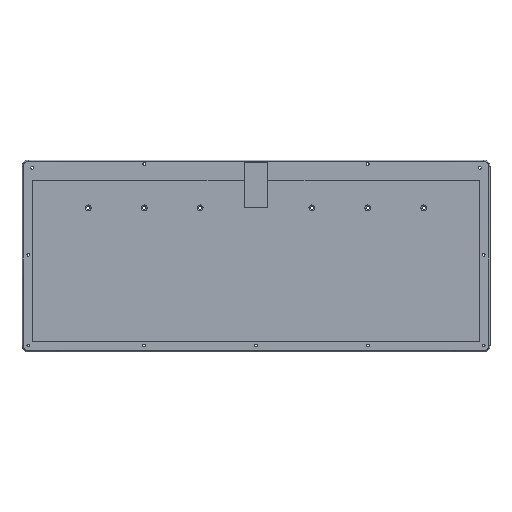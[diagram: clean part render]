
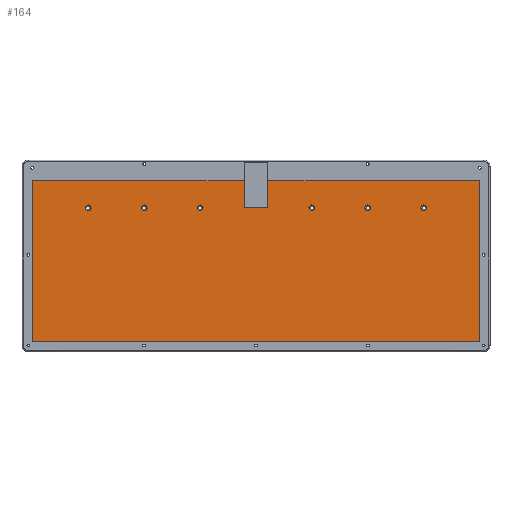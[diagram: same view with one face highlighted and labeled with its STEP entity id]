
A CAD part, top view. The second image highlights one B-rep face of the part: STEP entity #164.
In plain terms, the highlighted planar face has unit normal (0, 0, 1).
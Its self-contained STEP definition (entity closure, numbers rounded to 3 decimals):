
#27=CARTESIAN_POINT('',(0.,0.,3.));
#28=DIRECTION('',(0.,0.,1.));
#29=DIRECTION('',(1.,0.,0.));
#30=AXIS2_PLACEMENT_3D('',#27,#28,#29);
#31=PLANE('',#30);
#32=CARTESIAN_POINT('',(307.28,-20.375,3.));
#33=VERTEX_POINT('',#32);
#34=CARTESIAN_POINT('',(304.955,-20.375,3.));
#35=DIRECTION('',(-0.,-0.,-1.));
#36=DIRECTION('',(1.,0.,-0.));
#37=AXIS2_PLACEMENT_3D('',#34,#35,#36);
#38=CIRCLE('',#37,2.325);
#39=EDGE_CURVE('',#33,#33,#38,.T.);
#40=ORIENTED_EDGE('',*,*,#39,.T.);
#41=EDGE_LOOP('',(#40));
#42=FACE_BOUND('',#41,.T.);
#43=CARTESIAN_POINT('',(132.448,-20.375,3.));
#44=VERTEX_POINT('',#43);
#45=CARTESIAN_POINT('',(130.123,-20.375,3.));
#46=DIRECTION('',(-0.,-0.,-1.));
#47=DIRECTION('',(1.,0.,-0.));
#48=AXIS2_PLACEMENT_3D('',#45,#46,#47);
#49=CIRCLE('',#48,2.325);
#50=EDGE_CURVE('',#44,#44,#49,.T.);
#51=ORIENTED_EDGE('',*,*,#50,.T.);
#52=EDGE_LOOP('',(#51));
#53=FACE_BOUND('',#52,.T.);
#54=CARTESIAN_POINT('',(88.741,-20.375,3.));
#55=VERTEX_POINT('',#54);
#56=CARTESIAN_POINT('',(86.416,-20.375,3.));
#57=DIRECTION('',(-0.,-0.,-1.));
#58=DIRECTION('',(1.,0.,-0.));
#59=AXIS2_PLACEMENT_3D('',#56,#57,#58);
#60=CIRCLE('',#59,2.325);
#61=EDGE_CURVE('',#55,#55,#60,.T.);
#62=ORIENTED_EDGE('',*,*,#61,.T.);
#63=EDGE_LOOP('',(#62));
#64=FACE_BOUND('',#63,.T.);
#65=CARTESIAN_POINT('',(263.572,-20.375,3.));
#66=VERTEX_POINT('',#65);
#67=CARTESIAN_POINT('',(261.247,-20.375,3.));
#68=DIRECTION('',(-0.,-0.,-1.));
#69=DIRECTION('',(1.,0.,-0.));
#70=AXIS2_PLACEMENT_3D('',#67,#68,#69);
#71=CIRCLE('',#70,2.325);
#72=EDGE_CURVE('',#66,#66,#71,.T.);
#73=ORIENTED_EDGE('',*,*,#72,.T.);
#74=EDGE_LOOP('',(#73));
#75=FACE_BOUND('',#74,.T.);
#76=CARTESIAN_POINT('',(45.033,-20.375,3.));
#77=VERTEX_POINT('',#76);
#78=CARTESIAN_POINT('',(42.708,-20.375,3.));
#79=DIRECTION('',(-0.,-0.,-1.));
#80=DIRECTION('',(1.,0.,-0.));
#81=AXIS2_PLACEMENT_3D('',#78,#79,#80);
#82=CIRCLE('',#81,2.325);
#83=EDGE_CURVE('',#77,#77,#82,.T.);
#84=ORIENTED_EDGE('',*,*,#83,.T.);
#85=EDGE_LOOP('',(#84));
#86=FACE_BOUND('',#85,.T.);
#87=CARTESIAN_POINT('',(219.864,-20.375,3.));
#88=VERTEX_POINT('',#87);
#89=CARTESIAN_POINT('',(217.539,-20.375,3.));
#90=DIRECTION('',(-0.,-0.,-1.));
#91=DIRECTION('',(1.,0.,-0.));
#92=AXIS2_PLACEMENT_3D('',#89,#90,#91);
#93=CIRCLE('',#92,2.325);
#94=EDGE_CURVE('',#88,#88,#93,.T.);
#95=ORIENTED_EDGE('',*,*,#94,.T.);
#96=EDGE_LOOP('',(#95));
#97=FACE_BOUND('',#96,.T.);
#98=CARTESIAN_POINT('',(183.081,1.,3.));
#99=VERTEX_POINT('',#98);
#100=CARTESIAN_POINT('',(348.663,1.,3.));
#101=VERTEX_POINT('',#100);
#102=CARTESIAN_POINT('',(183.081,1.,3.));
#103=DIRECTION('',(1.,0.,-0.));
#104=VECTOR('',#103,165.581);
#105=LINE('',#102,#104);
#106=EDGE_CURVE('',#99,#101,#105,.T.);
#107=ORIENTED_EDGE('',*,*,#106,.F.);
#108=CARTESIAN_POINT('',(183.081,-20.,3.));
#109=VERTEX_POINT('',#108);
#110=CARTESIAN_POINT('',(183.081,1.,3.));
#111=DIRECTION('',(0.,-1.,0.));
#112=VECTOR('',#111,21.);
#113=LINE('',#110,#112);
#114=EDGE_CURVE('',#99,#109,#113,.T.);
#115=ORIENTED_EDGE('',*,*,#114,.T.);
#116=CARTESIAN_POINT('',(164.581,-20.,3.));
#117=VERTEX_POINT('',#116);
#118=CARTESIAN_POINT('',(164.581,-20.,3.));
#119=DIRECTION('',(1.,0.,-0.));
#120=VECTOR('',#119,18.5);
#121=LINE('',#118,#120);
#122=EDGE_CURVE('',#117,#109,#121,.T.);
#123=ORIENTED_EDGE('',*,*,#122,.F.);
#124=CARTESIAN_POINT('',(164.581,1.,3.));
#125=VERTEX_POINT('',#124);
#126=CARTESIAN_POINT('',(164.581,1.,3.));
#127=DIRECTION('',(0.,-1.,0.));
#128=VECTOR('',#127,21.);
#129=LINE('',#126,#128);
#130=EDGE_CURVE('',#125,#117,#129,.T.);
#131=ORIENTED_EDGE('',*,*,#130,.F.);
#132=CARTESIAN_POINT('',(-1.,1.,3.));
#133=VERTEX_POINT('',#132);
#134=CARTESIAN_POINT('',(-1.,1.,3.));
#135=DIRECTION('',(1.,0.,-0.));
#136=VECTOR('',#135,165.581);
#137=LINE('',#134,#136);
#138=EDGE_CURVE('',#133,#125,#137,.T.);
#139=ORIENTED_EDGE('',*,*,#138,.F.);
#140=CARTESIAN_POINT('',(-1.,-124.825,3.));
#141=VERTEX_POINT('',#140);
#142=CARTESIAN_POINT('',(-1.,-124.825,3.));
#143=DIRECTION('',(0.,1.,0.));
#144=VECTOR('',#143,125.825);
#145=LINE('',#142,#144);
#146=EDGE_CURVE('',#141,#133,#145,.T.);
#147=ORIENTED_EDGE('',*,*,#146,.F.);
#148=CARTESIAN_POINT('',(348.663,-124.825,3.));
#149=VERTEX_POINT('',#148);
#150=CARTESIAN_POINT('',(-1.,-124.825,3.));
#151=DIRECTION('',(1.,0.,-0.));
#152=VECTOR('',#151,349.663);
#153=LINE('',#150,#152);
#154=EDGE_CURVE('',#141,#149,#153,.T.);
#155=ORIENTED_EDGE('',*,*,#154,.T.);
#156=CARTESIAN_POINT('',(348.663,-124.825,3.));
#157=DIRECTION('',(0.,1.,0.));
#158=VECTOR('',#157,125.825);
#159=LINE('',#156,#158);
#160=EDGE_CURVE('',#149,#101,#159,.T.);
#161=ORIENTED_EDGE('',*,*,#160,.T.);
#162=EDGE_LOOP('',(#107,#115,#123,#131,#139,#147,#155,#161));
#163=FACE_BOUND('',#162,.T.);
#164=ADVANCED_FACE('',(#42,#53,#64,#75,#86,#97,#163),#31,.T.);
